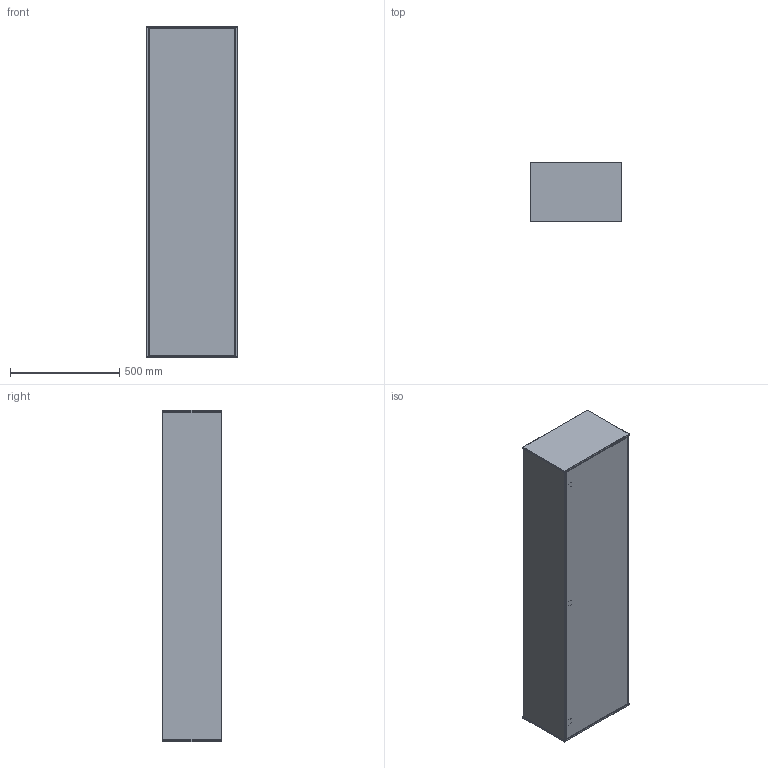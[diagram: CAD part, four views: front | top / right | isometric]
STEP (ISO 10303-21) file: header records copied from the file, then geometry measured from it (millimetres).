
FILE_DESCRIPTION((' '),'2;1');
FILE_NAME('Finion_F48000XX_3D.stp','2016-09-19T16:20:13',(' '),(' '),' ','ACIS',' ');
FILE_SCHEMA(('CONFIG_CONTROL_DESIGN'));
Length unit declared in the file: millimetre
Products named in the file (51): Finion_F48000XX_3D.stp; Körper1; Körper2; Körper3; Körper4; Körper5; Körper6; Körper7; Körper8; Körper9; Körper10; Körper11; Körper12; Körper13; Körper14; Körper15; Körper16; Körper17; Körper18; Körper19; Körper20; Körper21; Körper22; Körper23; Körper24; Körper25; Körper26; Körper27; Körper28; Körper29; Körper30; Körper31; Körper32; Körper33; Körper34; Körper35; Körper36; Körper37; Körper38; Körper39 ...
Assembly tree (50 placements, depth 2):
  Finion_F48000XX_3D.stp
    Körper1
    Körper2
    Körper3
    Körper4
    Körper5
    Körper6
    Körper7
    Körper8
    Körper9
    Körper10
    Körper11
    Körper12
    Körper13
    Körper14
    Körper15
    Körper16
    Körper17
    Körper18
    Körper19
    Körper20
    Körper21
    Körper22
    Körper23
    Körper24
    Körper25
    Körper26
    Körper27
    Körper28
    Körper29
    Körper30
    Körper31
    Körper32
    Körper33
    Körper34
    Körper35
    Körper36
    Körper37
    Körper38
    Körper39
    Körper40
    Körper41
    Körper42
    Körper43
    Körper44
    Körper45
    Körper46
    Körper47
    Körper48
    Körper49
    Körper50
Bounding box: 418 x 270 x 1516 mm (x, y, z)
Volume: 37018391 mm3; surface area: 7420815.6 mm2
Topology: 51 solids, 51 shells, 1966 faces, 4904 edges, 3147 vertices
Faces by surface type: bspline 1109, plane 575, cylinder 249, cone 14, sphere 10, torus 9
Full cylindrical faces by diameter (mm): 3 x18, 4 x3, 5.5 x3, 8 x5, 8.02 x12, 8.5 x2, 9.5 x3, 10 x6, 14 x2
Entity records: 69963 total; most frequent: CARTESIAN_POINT 19428, ORIENTED_EDGE 9324, DIRECTION 7785, EDGE_CURVE 4662, VECTOR 3339, LINE 3339, VERTEX_POINT 3089, EDGE_LOOP 2381
